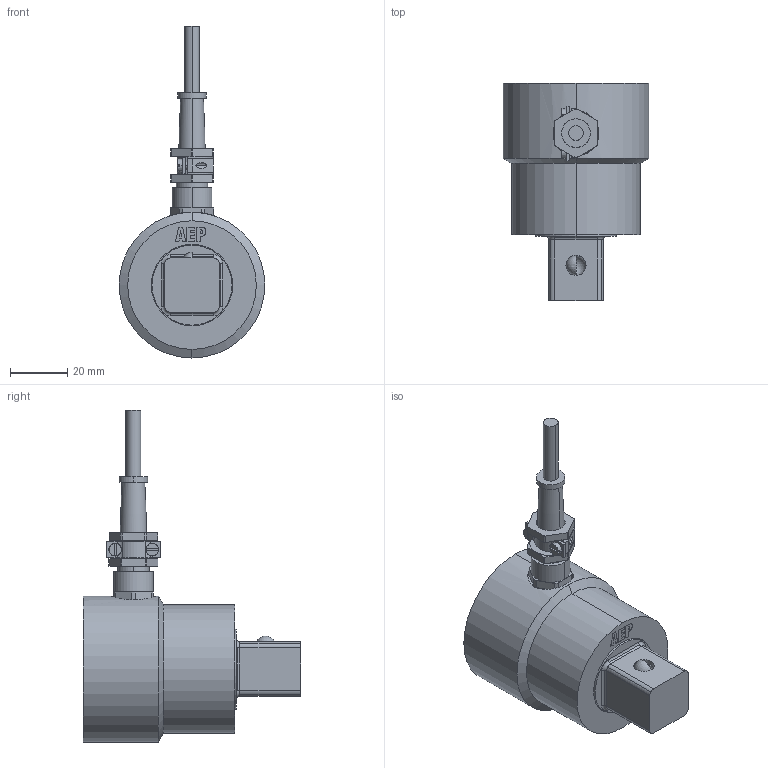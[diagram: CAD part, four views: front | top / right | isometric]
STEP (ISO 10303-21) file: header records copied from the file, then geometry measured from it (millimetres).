
FILE_DESCRIPTION(('STEP AP214'),'1');
FILE_NAME('TRS_3_4.stp','2015-05-19T16:02:02',(' '),(' '),'Spatial InterOp 3D',' ',' ');
FILE_SCHEMA(('automotive_design'));
Length unit declared in the file: metre
Products named in the file (1): Fairlead
Bounding box: 51 x 76 x 116.16 mm (x, y, z)
Volume: 101024.5 mm3; surface area: 19183.4 mm2
Topology: 1 solids, 1 shells, 238 faces, 634 edges, 416 vertices
Faces by surface type: plane 109, cylinder 85, torus 27, cone 12, extrusion 3, sphere 2
Entity records: 9694 total; most frequent: CARTESIAN_POINT 1655, DIRECTION 1323, ORIENTED_EDGE 1260, EDGE_CURVE 630, AXIS2_PLACEMENT_3D 491, VERTEX_POINT 416, VECTOR 341, LINE 338
